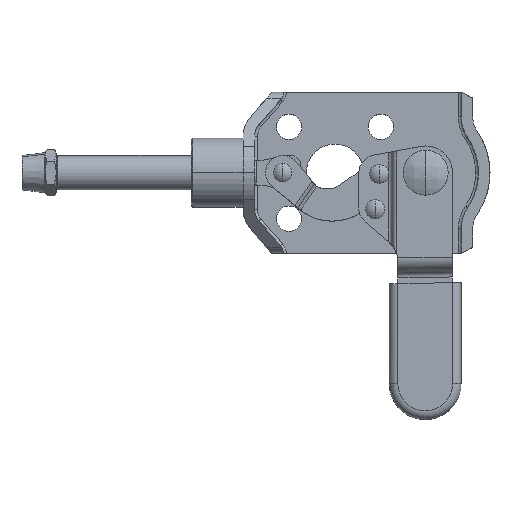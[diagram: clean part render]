
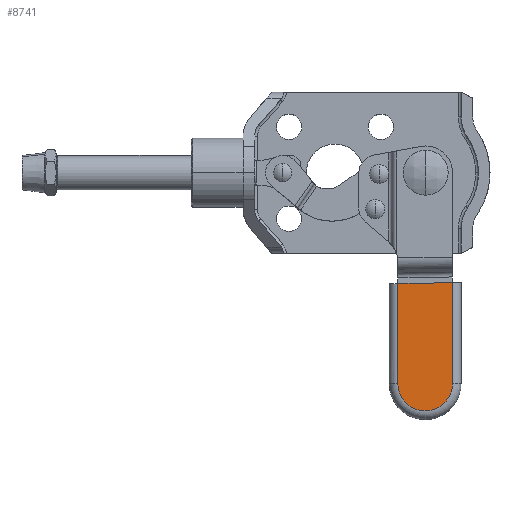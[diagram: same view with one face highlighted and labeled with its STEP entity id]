
A CAD part, top view. The second image highlights one B-rep face of the part: STEP entity #8741.
In plain terms, the highlighted planar face has unit normal (0, 0, 1).
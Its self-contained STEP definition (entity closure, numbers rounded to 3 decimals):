
#99 = FACE_OUTER_BOUND ( 'NONE', #6392, .T. ) ;
#824 = EDGE_CURVE ( 'NONE', #4784, #4459, #3706, .T. ) ;
#1243 = DIRECTION ( 'NONE',  ( 0., 0., 1. ) ) ;
#1538 = VERTEX_POINT ( 'NONE', #7537 ) ;
#1781 = LINE ( 'NONE', #3332, #5391 ) ;
#2138 = DIRECTION ( 'NONE',  ( 0., 0., -1. ) ) ;
#2578 = ORIENTED_EDGE ( 'NONE', *, *, #824, .T. ) ;
#2851 = CARTESIAN_POINT ( 'NONE',  ( -6.54, -36.75, 13. ) ) ;
#2956 = CARTESIAN_POINT ( 'NONE',  ( -16.04, -19.32, 13. ) ) ;
#3063 = VECTOR ( 'NONE', #7111, 1000. ) ;
#3272 = AXIS2_PLACEMENT_3D ( 'NONE', #6435, #2138, #7130 ) ;
#3332 = CARTESIAN_POINT ( 'NONE',  ( -17.54, -19.346, 13. ) ) ;
#3592 = EDGE_CURVE ( 'NONE', #8331, #1538, #8526, .T. ) ;
#3706 = LINE ( 'NONE', #8093, #7514 ) ;
#3861 = ORIENTED_EDGE ( 'NONE', *, *, #3592, .T. ) ;
#4063 = DIRECTION ( 'NONE',  ( 1., 0.017, 0. ) ) ;
#4233 = ORIENTED_EDGE ( 'NONE', *, *, #5870, .T. ) ;
#4459 = VERTEX_POINT ( 'NONE', #8922 ) ;
#4774 = AXIS2_PLACEMENT_3D ( 'NONE', #5546, #1243, #6269 ) ;
#4784 = VERTEX_POINT ( 'NONE', #2956 ) ;
#5202 = CARTESIAN_POINT ( 'NONE',  ( -6.54, -36.75, 13. ) ) ;
#5288 = CIRCLE ( 'NONE', #4774, 4.75 ) ;
#5391 = VECTOR ( 'NONE', #4063, 1000. ) ;
#5546 = CARTESIAN_POINT ( 'NONE',  ( -11.29, -36.75, 13. ) ) ;
#5870 = EDGE_CURVE ( 'NONE', #4459, #8331, #5288, .T. ) ;
#6269 = DIRECTION ( 'NONE',  ( 1., 0.017, 0. ) ) ;
#6392 = EDGE_LOOP ( 'NONE', ( #4233, #3861, #7588, #2578 ) ) ;
#6398 = PLANE ( 'NONE',  #3272 ) ;
#6435 = CARTESIAN_POINT ( 'NONE',  ( -11.29, -36.75, 13. ) ) ;
#7068 = EDGE_CURVE ( 'NONE', #4784, #1538, #1781, .T. ) ;
#7111 = DIRECTION ( 'NONE',  ( 0., 1., 0. ) ) ;
#7130 = DIRECTION ( 'NONE',  ( 1., 0.017, 0. ) ) ;
#7514 = VECTOR ( 'NONE', #8832, 1000. ) ;
#7537 = CARTESIAN_POINT ( 'NONE',  ( -6.54, -19.154, 13. ) ) ;
#7588 = ORIENTED_EDGE ( 'NONE', *, *, #7068, .F. ) ;
#8093 = CARTESIAN_POINT ( 'NONE',  ( -16.04, -36.749, 13. ) ) ;
#8331 = VERTEX_POINT ( 'NONE', #5202 ) ;
#8526 = LINE ( 'NONE', #2851, #3063 ) ;
#8741 = ADVANCED_FACE ( 'NONE', ( #99 ), #6398, .F. ) ;
#8832 = DIRECTION ( 'NONE',  ( 0., -1., 0. ) ) ;
#8922 = CARTESIAN_POINT ( 'NONE',  ( -16.04, -36.749, 13. ) ) ;
